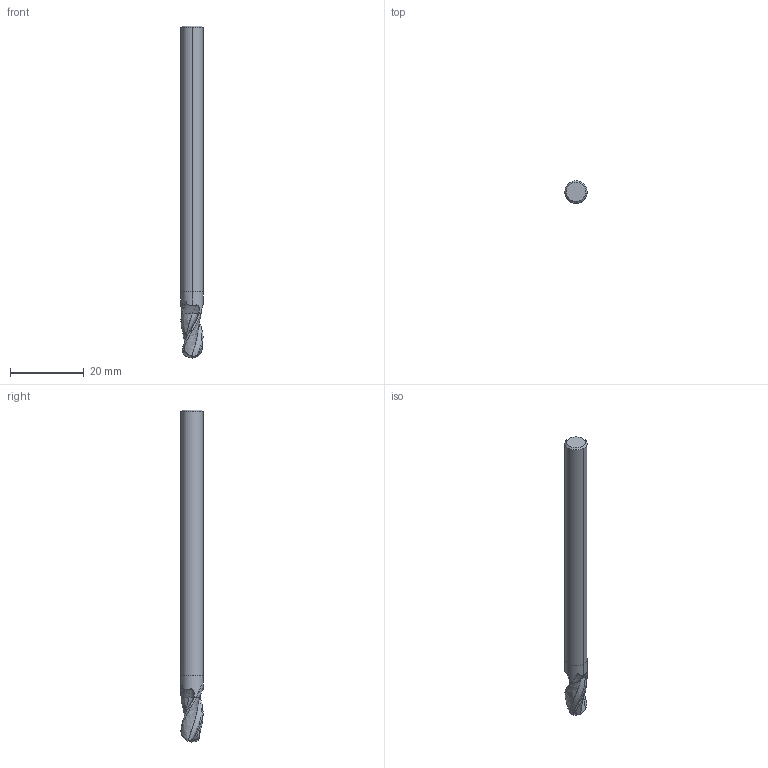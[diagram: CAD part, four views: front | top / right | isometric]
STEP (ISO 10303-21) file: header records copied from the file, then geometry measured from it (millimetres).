
FILE_DESCRIPTION(('no description'),'unknown implementation level');
FILE_NAME('solidOnFUWpvb6S4WYg8S9lvpAwaSXTc_1.STP',' ',('CIM GmbH Aachen'),('CADClick - KiM GmbH - www.kimweb.de'),'unknown preprocess','ACIS','unknown authorization');
FILE_SCHEMA(('automotive_design'));
Length unit declared in the file: millimetre
Products named in the file (2): 1; 2
Bounding box: 6 x 6 x 90 mm (x, y, z)
Volume: 2362.3 mm3; surface area: 1743.1 mm2
Topology: 2 solids, 2 shells, 72 faces, 201 edges, 133 vertices
Faces by surface type: plane 17, revolution 12, bspline 12, cylinder 11, sphere 11, cone 9
Entity records: 7630 total; most frequent: CARTESIAN_POINT 3612, STYLED_ITEM 408, PRESENTATION_STYLE_ASSIGNMENT 408, COLOUR_RGB 408, ORIENTED_EDGE 402, DIRECTION 307, EDGE_CURVE 201, CURVE_STYLE 201
